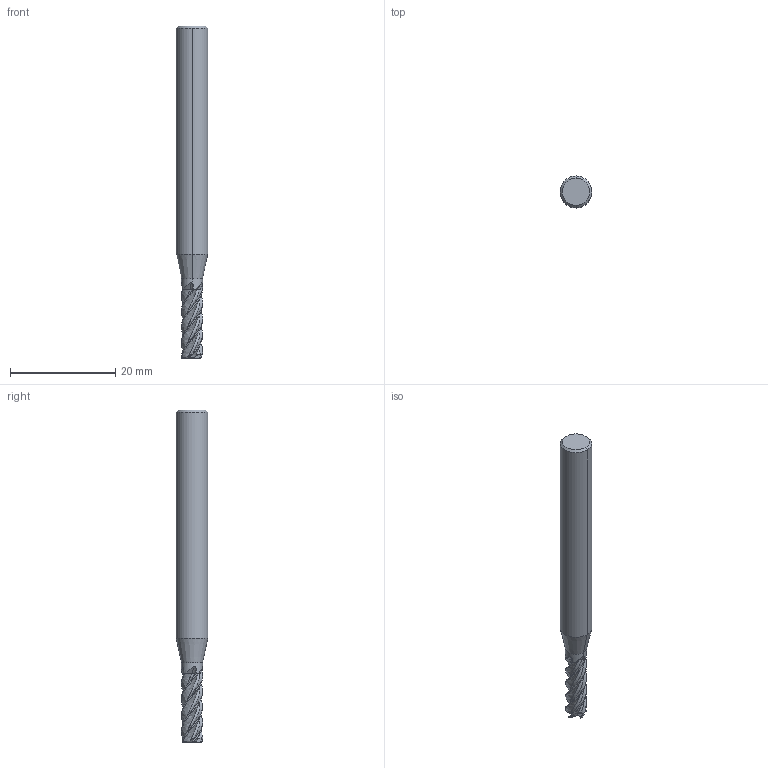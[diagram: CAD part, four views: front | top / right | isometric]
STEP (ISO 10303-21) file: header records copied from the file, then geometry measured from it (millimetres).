
FILE_DESCRIPTION(('no description'),'unknown implementation level');
FILE_NAME('EXPK1-M02-0153-4-Detail.stp',' ',('CIMSOURCE GmbH'),('CADClick - KiM GmbH - www.kimweb.de'),'unknown preprocess','ACIS','unknown authorization');
FILE_SCHEMA(('automotive_design'));
Length unit declared in the file: millimetre
Products named in the file (2): NOCUT; CUT
Bounding box: 6 x 6 x 63 mm (x, y, z)
Volume: 1428.8 mm3; surface area: 1178.2 mm2
Topology: 2 solids, 2 shells, 95 faces, 255 edges, 164 vertices
Faces by surface type: plane 28, revolution 20, bspline 20, cone 18, torus 5, cylinder 4
Entity records: 13700 total; most frequent: CARTESIAN_POINT 8722, STYLED_ITEM 516, PRESENTATION_STYLE_ASSIGNMENT 516, COLOUR_RGB 516, ORIENTED_EDGE 510, DIRECTION 310, EDGE_CURVE 255, CURVE_STYLE 255
